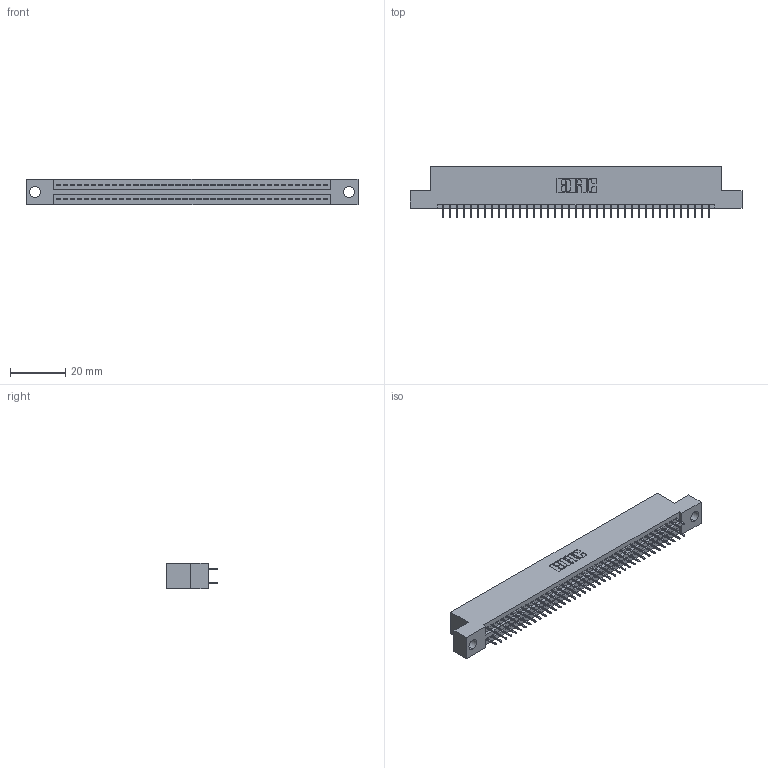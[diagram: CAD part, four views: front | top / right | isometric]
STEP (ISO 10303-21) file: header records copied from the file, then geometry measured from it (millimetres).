
FILE_DESCRIPTION (( 'STEP AP203' ), '1' );
FILE_NAME ('345-078-525-204.STEP', '2020-09-21T11:18:58', ( '' ), ( '' ), 'SwSTEP 2.0', 'SolidWorks 2020', '' );
FILE_SCHEMA (( 'CONFIG_CONTROL_DESIGN' ));
Length unit declared in the file: inch
Products named in the file (3): 345-292-001_345-293-125; 345 Part_Flush Mounting Lugs - 0.156 Dia-TH; 345-078-525-204
Assembly tree (79 placements, depth 2):
  345-078-525-204
    345 Part_Flush Mounting Lugs - 0.156 Dia-TH
    345-292-001_345-293-125  x78
Bounding box: 120.27 x 18.72 x 9.4 mm (x, y, z)
Volume: 11439 mm3; surface area: 16278.9 mm2
Topology: 79 solids, 79 shells, 4338 faces, 12275 edges, 7870 vertices
Faces by surface type: plane 3122, cylinder 1216
Entity records: 31081 total; most frequent: CARTESIAN_POINT 5212, ORIENTED_EDGE 5146, DIRECTION 4601, EDGE_CURVE 2573, LINE 2289, VECTOR 2289, VERTEX_POINT 1710, AXIS2_PLACEMENT_3D 1156
